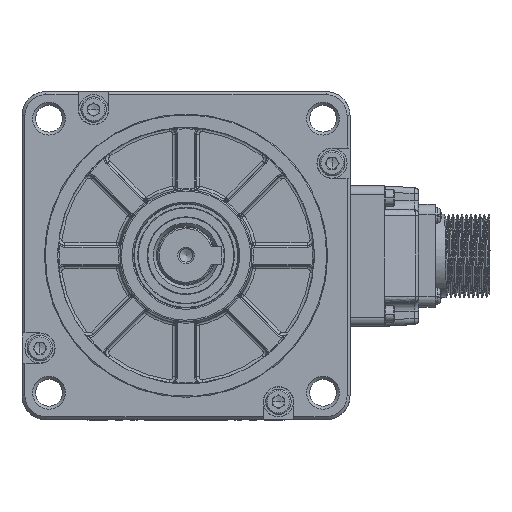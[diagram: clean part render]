
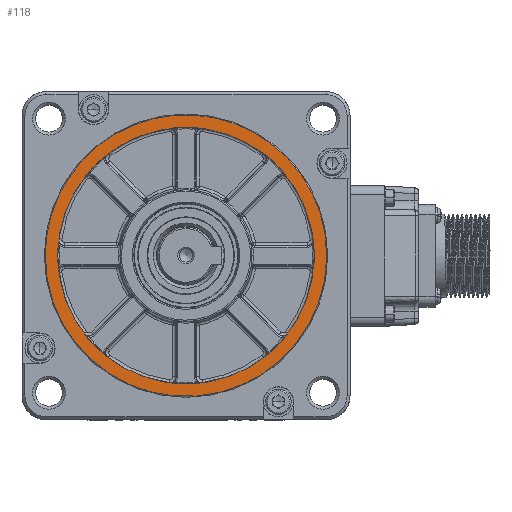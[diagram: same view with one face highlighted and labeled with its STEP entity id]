
A CAD part, top view. The second image highlights one B-rep face of the part: STEP entity #118.
In plain terms, the highlighted planar face has unit normal (0, 0, 1).
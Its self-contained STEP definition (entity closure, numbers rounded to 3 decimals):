
#20=CARTESIAN_POINT('',(-18.184,180.61,35.));
#21=DIRECTION('',(1.,0.,0.));
#22=DIRECTION('',(0.,0.,1.));
#23=AXIS2_PLACEMENT_3D('',#20,#22,#21);
#24=PLANE('',#23);
#25=CARTESIAN_POINT('',(-65.384,180.61,35.));
#26=VERTEX_POINT('',#25);
#27=CARTESIAN_POINT('',(-65.384,180.61,35.));
#28=CARTESIAN_POINT('',(-65.384,175.961,35.));
#29=CARTESIAN_POINT('',(-64.477,171.401,35.));
#30=CARTESIAN_POINT('',(-63.57,166.842,35.));
#31=CARTESIAN_POINT('',(-61.791,162.547,35.));
#32=CARTESIAN_POINT('',(-60.012,158.252,35.));
#33=CARTESIAN_POINT('',(-57.429,154.387,35.));
#34=CARTESIAN_POINT('',(-54.847,150.521,35.));
#35=CARTESIAN_POINT('',(-51.559,147.234,35.));
#36=CARTESIAN_POINT('',(-48.272,143.947,35.));
#37=CARTESIAN_POINT('',(-44.407,141.364,35.));
#38=CARTESIAN_POINT('',(-40.542,138.782,35.));
#39=CARTESIAN_POINT('',(-36.247,137.003,35.));
#40=CARTESIAN_POINT('',(-31.952,135.224,35.));
#41=CARTESIAN_POINT('',(-27.392,134.317,35.));
#42=CARTESIAN_POINT('',(-22.833,133.41,35.));
#43=CARTESIAN_POINT('',(-18.184,133.41,35.));
#44=CARTESIAN_POINT('',(-13.535,133.41,35.));
#45=CARTESIAN_POINT('',(-8.976,134.317,35.));
#46=CARTESIAN_POINT('',(-4.416,135.224,35.));
#47=CARTESIAN_POINT('',(-0.121,137.003,35.));
#48=CARTESIAN_POINT('',(4.174,138.782,35.));
#49=CARTESIAN_POINT('',(8.039,141.364,35.));
#50=CARTESIAN_POINT('',(11.904,143.947,35.));
#51=CARTESIAN_POINT('',(15.191,147.234,35.));
#52=CARTESIAN_POINT('',(18.479,150.521,35.));
#53=CARTESIAN_POINT('',(21.061,154.387,35.));
#54=CARTESIAN_POINT('',(23.644,158.252,35.));
#55=CARTESIAN_POINT('',(25.423,162.547,35.));
#56=CARTESIAN_POINT('',(27.202,166.842,35.));
#57=CARTESIAN_POINT('',(28.109,171.401,35.));
#58=CARTESIAN_POINT('',(29.016,175.961,35.));
#59=CARTESIAN_POINT('',(29.016,180.61,35.));
#60=CARTESIAN_POINT('',(29.016,227.81,35.));
#61=CARTESIAN_POINT('',(-18.184,227.81,35.));
#62=CARTESIAN_POINT('',(-65.384,227.81,35.));
#63=CARTESIAN_POINT('',(-65.384,180.61,35.));
#64=(BOUNDED_CURVE()B_SPLINE_CURVE(2,(#27,#28,#29,#30,#31,#32,#33,#34,#35,#36,#37,#38,#39,#40,#41,#42,#43,#44,#45,#46,#47,#48,#49,#50,#51,#52,#53,#54,#55,#56,#57,#58,#59,#60,#61,#62,#63),.UNSPECIFIED.,.T.,.U.)B_SPLINE_CURVE_WITH_KNOTS((3,2,2,2,2,2,2,2,2,2,2,2,2,2,2,2,2,2,3),(0.,0.07,0.139,0.209,0.279,0.348,0.418,0.488,0.557,0.627,0.696,0.766,0.836,0.905,0.975,1.045,1.114,1.614,2.114),.UNSPECIFIED.)CURVE()GEOMETRIC_REPRESENTATION_ITEM()RATIONAL_B_SPLINE_CURVE((1.,1.,1.,1.,1.,1.,1.,1.,1.,1.,1.,1.,1.,1.,1.,1.,1.,1.,1.,1.,1.,1.,1.,1.,1.,1.,1.,1.,1.,1.,1.,1.,1.,0.707,1.,0.707,1.))REPRESENTATION_ITEM(''));
#65=EDGE_CURVE('',#26,#26,#64,.T.);
#66=ORIENTED_EDGE('',*,*,#65,.T.);
#67=EDGE_LOOP('',(#66));
#68=FACE_OUTER_BOUND('',#67,.T.);
#69=CARTESIAN_POINT('',(-61.184,180.61,35.));
#70=VERTEX_POINT('',#69);
#71=CARTESIAN_POINT('',(24.816,180.61,35.));
#72=VERTEX_POINT('',#71);
#73=CARTESIAN_POINT('',(-61.184,180.61,35.));
#74=CARTESIAN_POINT('',(-61.184,184.845,35.));
#75=CARTESIAN_POINT('',(-60.358,188.999,35.));
#76=CARTESIAN_POINT('',(-59.532,193.152,35.));
#77=CARTESIAN_POINT('',(-57.911,197.065,35.));
#78=CARTESIAN_POINT('',(-56.29,200.978,35.));
#79=CARTESIAN_POINT('',(-53.937,204.499,35.));
#80=CARTESIAN_POINT('',(-51.584,208.021,35.));
#81=CARTESIAN_POINT('',(-48.59,211.015,35.));
#82=CARTESIAN_POINT('',(-45.595,214.01,35.));
#83=CARTESIAN_POINT('',(-42.074,216.363,35.));
#84=CARTESIAN_POINT('',(-38.552,218.716,35.));
#85=CARTESIAN_POINT('',(-34.639,220.336,35.));
#86=CARTESIAN_POINT('',(-30.727,221.957,35.));
#87=CARTESIAN_POINT('',(-26.573,222.783,35.));
#88=CARTESIAN_POINT('',(-22.419,223.61,35.));
#89=CARTESIAN_POINT('',(-18.184,223.61,35.));
#90=CARTESIAN_POINT('',(-13.949,223.61,35.));
#91=CARTESIAN_POINT('',(-9.795,222.783,35.));
#92=CARTESIAN_POINT('',(-5.641,221.957,35.));
#93=CARTESIAN_POINT('',(-1.729,220.336,35.));
#94=CARTESIAN_POINT('',(2.184,218.716,35.));
#95=CARTESIAN_POINT('',(5.705,216.363,35.));
#96=CARTESIAN_POINT('',(9.227,214.01,35.));
#97=CARTESIAN_POINT('',(12.222,211.015,35.));
#98=CARTESIAN_POINT('',(15.216,208.021,35.));
#99=CARTESIAN_POINT('',(17.569,204.499,35.));
#100=CARTESIAN_POINT('',(19.922,200.978,35.));
#101=CARTESIAN_POINT('',(21.543,197.065,35.));
#102=CARTESIAN_POINT('',(23.163,193.152,35.));
#103=CARTESIAN_POINT('',(23.99,188.999,35.));
#104=CARTESIAN_POINT('',(24.816,184.845,35.));
#105=CARTESIAN_POINT('',(24.816,180.61,35.));
#106=B_SPLINE_CURVE_WITH_KNOTS('',2,(#73,#74,#75,#76,#77,#78,#79,#80,#81,#82,#83,#84,#85,#86,#87,#88,#89,#90,#91,#92,#93,#94,#95,#96,#97,#98,#99,#100,#101,#102,#103,#104,#105),.UNSPECIFIED.,.F.,.U.,(3,2,2,2,2,2,2,2,2,2,2,2,2,2,2,2,3),(0.5,0.531,0.563,0.594,0.625,0.656,0.688,0.719,0.75,0.781,0.813,0.844,0.875,0.906,0.938,0.969,1.),.UNSPECIFIED.);
#107=EDGE_CURVE('',#70,#72,#106,.T.);
#108=ORIENTED_EDGE('',*,*,#107,.T.);
#109=CARTESIAN_POINT('',(-18.184,180.61,35.));
#110=DIRECTION('',(1.,0.,0.));
#111=DIRECTION('',(0.,0.,-1.));
#112=AXIS2_PLACEMENT_3D('',#109,#111,#110);
#113=CIRCLE('',#112,43.);
#114=EDGE_CURVE('',#72,#70,#113,.T.);
#115=ORIENTED_EDGE('',*,*,#114,.T.);
#116=EDGE_LOOP('',(#108,#115));
#117=FACE_BOUND('',#116,.T.);
#118=ADVANCED_FACE('',(#68,#117),#24,.T.);
